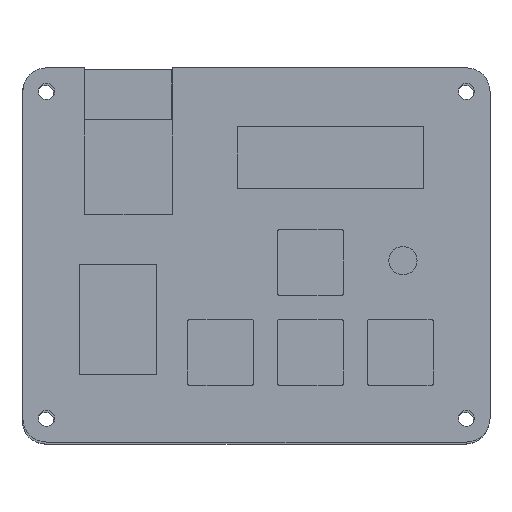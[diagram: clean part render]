
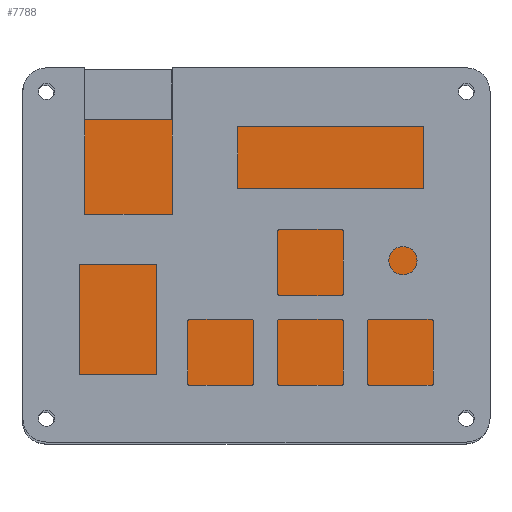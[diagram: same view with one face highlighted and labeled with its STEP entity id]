
A CAD part, top view. The second image highlights one B-rep face of the part: STEP entity #7788.
In plain terms, the highlighted planar face has unit normal (0, 0, 1).
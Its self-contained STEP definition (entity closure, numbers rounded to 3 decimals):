
#1151=FACE_OUTER_BOUND('',#1609,.T.);
#1609=EDGE_LOOP('',(#7138,#7139,#7140,#7141));
#2307=LINE('',#14915,#2995);
#2309=LINE('',#14919,#2997);
#2310=LINE('',#14921,#2998);
#2311=LINE('',#14922,#2999);
#2995=VECTOR('',#9312,10.);
#2997=VECTOR('',#9316,10.);
#2998=VECTOR('',#9317,10.);
#2999=VECTOR('',#9318,10.);
#3760=VERTEX_POINT('',#14912);
#3761=VERTEX_POINT('',#14914);
#3762=VERTEX_POINT('',#14918);
#3763=VERTEX_POINT('',#14920);
#4893=EDGE_CURVE('',#3760,#3761,#2307,.T.);
#4895=EDGE_CURVE('',#3762,#3760,#2309,.T.);
#4896=EDGE_CURVE('',#3763,#3762,#2310,.T.);
#4897=EDGE_CURVE('',#3761,#3763,#2311,.T.);
#7138=ORIENTED_EDGE('',*,*,#4893,.F.);
#7139=ORIENTED_EDGE('',*,*,#4895,.F.);
#7140=ORIENTED_EDGE('',*,*,#4896,.F.);
#7141=ORIENTED_EDGE('',*,*,#4897,.F.);
#7385=PLANE('',#8084);
#7788=ADVANCED_FACE('',(#1151),#7385,.T.);
#8084=AXIS2_PLACEMENT_3D('',#14917,#9314,#9315);
#9312=DIRECTION('',(1.,0.,0.));
#9314=DIRECTION('center_axis',(0.,0.,1.));
#9315=DIRECTION('ref_axis',(-1.,0.,0.));
#9316=DIRECTION('',(0.,1.,0.));
#9317=DIRECTION('',(-1.,0.,0.));
#9318=DIRECTION('',(0.,-1.,0.));
#14912=CARTESIAN_POINT('',(-19.643,-37.049,12.192));
#14914=CARTESIAN_POINT('',(59.357,-37.049,12.192));
#14915=CARTESIAN_POINT('',(0.107,-37.049,12.192));
#14917=CARTESIAN_POINT('Origin',(19.857,-66.699,12.192));
#14918=CARTESIAN_POINT('',(-19.643,-96.349,12.192));
#14919=CARTESIAN_POINT('',(-19.643,-81.524,12.192));
#14920=CARTESIAN_POINT('',(59.357,-96.349,12.192));
#14921=CARTESIAN_POINT('',(39.607,-96.349,12.192));
#14922=CARTESIAN_POINT('',(59.357,-51.874,12.192));
